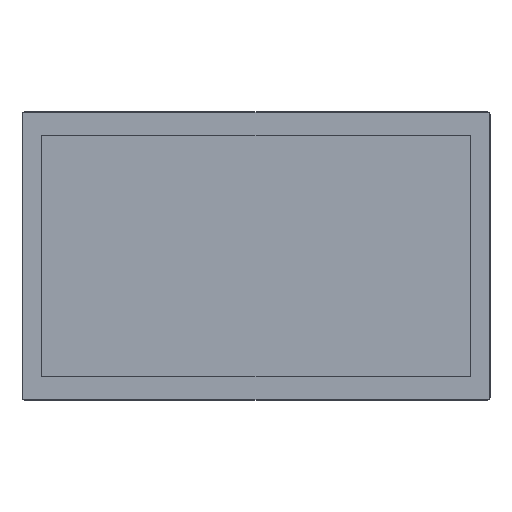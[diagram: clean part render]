
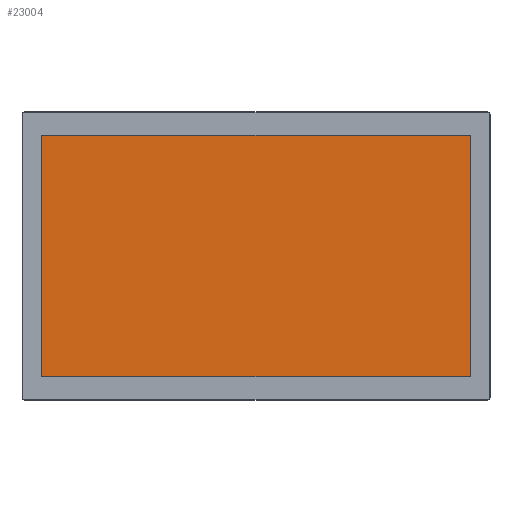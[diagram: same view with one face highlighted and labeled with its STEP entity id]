
A CAD part, top view. The second image highlights one B-rep face of the part: STEP entity #23004.
In plain terms, the highlighted planar face has unit normal (0, 0, 1).
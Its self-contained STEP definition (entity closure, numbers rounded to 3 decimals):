
#23004=ADVANCED_FACE('',(#26980),#25222,.T.);
#25222=PLANE('',#61820);
#26980=FACE_OUTER_BOUND('',#29315,.T.);
#29315=EDGE_LOOP('',(#34333,#34334,#34335,#34336));
#34333=ORIENTED_EDGE('',*,*,#49144,.F.);
#34334=ORIENTED_EDGE('',*,*,#49147,.F.);
#34335=ORIENTED_EDGE('',*,*,#49149,.F.);
#34336=ORIENTED_EDGE('',*,*,#49150,.F.);
#44629=VERTEX_POINT('',#79688);
#44630=VERTEX_POINT('',#79690);
#44631=VERTEX_POINT('',#79694);
#44632=VERTEX_POINT('',#79698);
#49144=EDGE_CURVE('',#44629,#44630,#54744,.T.);
#49147=EDGE_CURVE('',#44631,#44629,#54747,.T.);
#49149=EDGE_CURVE('',#44632,#44631,#54749,.T.);
#49150=EDGE_CURVE('',#44630,#44632,#54750,.T.);
#54744=LINE('',#79689,#58333);
#54747=LINE('',#79695,#58336);
#54749=LINE('',#79699,#58338);
#54750=LINE('',#79701,#58339);
#58333=VECTOR('',#66419,1.);
#58336=VECTOR('',#66424,1.);
#58338=VECTOR('',#66428,1.);
#58339=VECTOR('',#66431,1.);
#61820=AXIS2_PLACEMENT_3D('',#79703,#66434,#66435);
#66419=DIRECTION('',(0.,-1.,0.));
#66424=DIRECTION('',(1.,0.,0.));
#66428=DIRECTION('',(0.,1.,0.));
#66431=DIRECTION('',(-1.,0.,0.));
#66434=DIRECTION('',(0.,0.,1.));
#66435=DIRECTION('',(-1.,0.,0.));
#79688=CARTESIAN_POINT('',(264.35,149.3,9.39));
#79689=CARTESIAN_POINT('',(264.35,-149.3,9.39));
#79690=CARTESIAN_POINT('',(264.35,-149.3,9.39));
#79694=CARTESIAN_POINT('',(-264.35,149.3,9.39));
#79695=CARTESIAN_POINT('',(264.35,149.3,9.39));
#79698=CARTESIAN_POINT('',(-264.35,-149.3,9.39));
#79699=CARTESIAN_POINT('',(-264.35,149.3,9.39));
#79701=CARTESIAN_POINT('',(-264.35,-149.3,9.39));
#79703=CARTESIAN_POINT('',(0.,0.,9.39));
